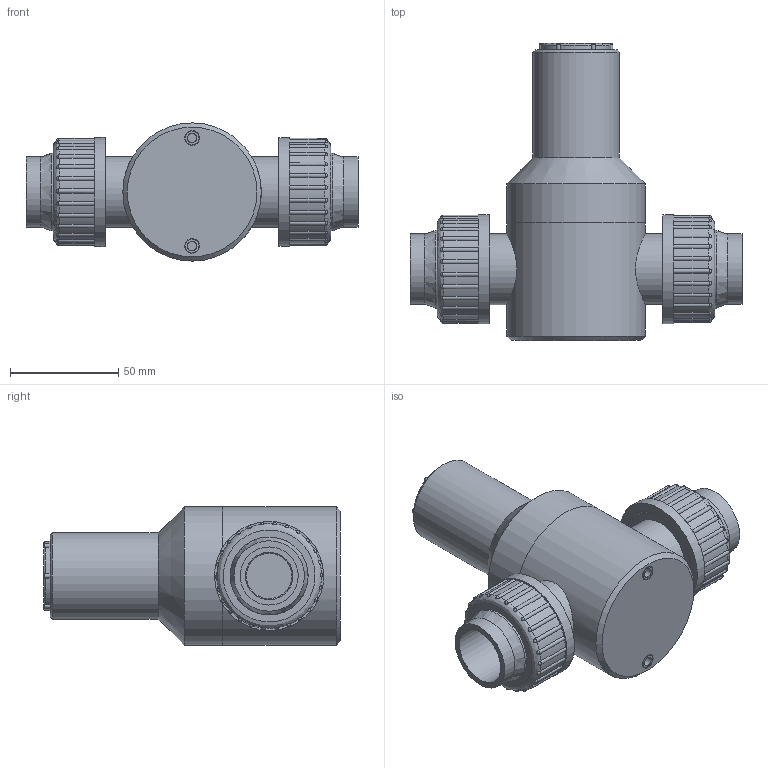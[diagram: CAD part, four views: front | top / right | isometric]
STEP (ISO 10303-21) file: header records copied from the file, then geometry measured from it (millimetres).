
FILE_DESCRIPTION (( 'STEP AP214' ), '1' );
FILE_NAME ('25-1102-0X.STEP', '2019-07-05T07:52:06', ( '' ), ( '' ), 'SwSTEP 2.0', 'SolidWorks 2019', '' );
FILE_SCHEMA (( 'AUTOMOTIVE_DESIGN' ));
Length unit declared in the file: millimetre
Products named in the file (19): 25mm union stub; Body detail; 729511107_03; PVC Bonnet all size_25mm PVC-304; M5 Thread Inserts - no knurl; PVC Bonnet all size; 729511107_01; 25mm Dust Cap; 25-1102-0X; Body detail_25mm or 3-4
Assembly tree (11 placements, depth 2):
  Body detail
  729511107_03
  M5 Thread Inserts - no knurl
  PVC Bonnet all size
  729511107_01
Bounding box: 153.62 x 137.4 x 64 mm (x, y, z)
Volume: 391851.4 mm3; surface area: 94517.9 mm2
Topology: 11 solids, 11 shells, 315 faces, 893 edges, 592 vertices
Faces by surface type: cylinder 155, plane 66, bspline 64, cone 23, torus 7
Full cylindrical faces by diameter (mm): 4.4 x2, 6.35 x2, 6.8 x2, 21 x2, 22 x2, 26.3 x2, 26.9 x2, 32.6 x2, 32.8 x4, 34.3 x2, 36 x2, 36.1 x2, 38.8 x2, 38.85 x2, 40 x1, 41.072 x2, 50.5 x2, 64 x2
Entity records: 8233 total; most frequent: CARTESIAN_POINT 3838, DIRECTION 807, ORIENTED_EDGE 800, EDGE_CURVE 400, AXIS2_PLACEMENT_3D 360, VERTEX_POINT 286, EDGE_LOOP 238, FACE_OUTER_BOUND 210
